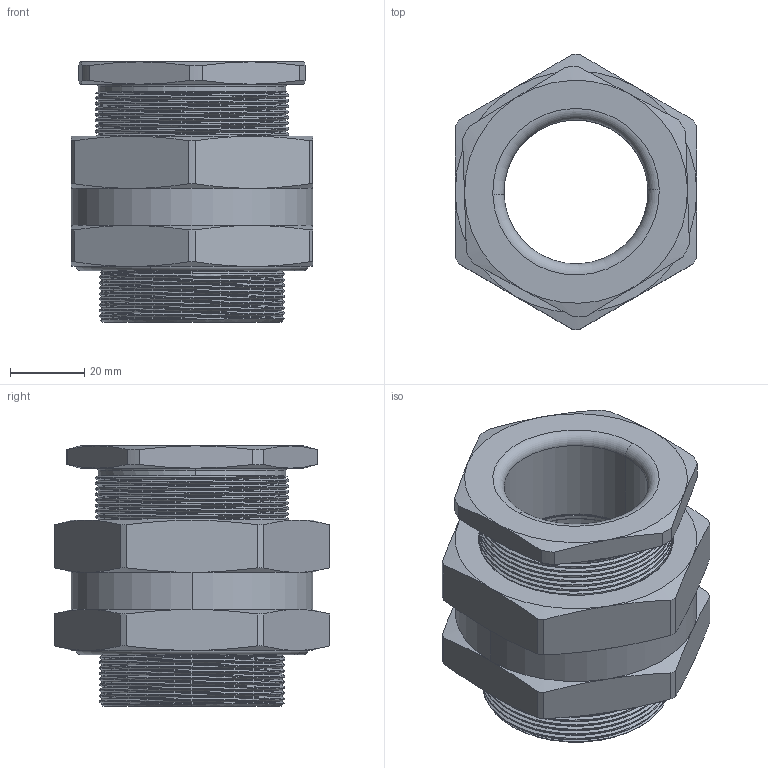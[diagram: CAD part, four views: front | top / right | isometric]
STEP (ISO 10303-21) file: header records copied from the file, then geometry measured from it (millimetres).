
FILE_DESCRIPTION (( 'STEP AP203' ), '1' );
FILE_NAME ('M50-G1-15mm D620.STEP', '2025-04-03T12:50:27', ( '' ), ( '' ), 'SwSTEP 2.0', 'SolidWorks 2022', '' );
FILE_SCHEMA (( 'CONFIG_CONTROL_DESIGN' ));
Length unit declared in the file: millimetre
Products named in the file (1): M50-G1-15mm D620
Bounding box: 65 x 74.05 x 70 mm (x, y, z)
Volume: 115338.6 mm3; surface area: 50630.5 mm2
Topology: 5 solids, 5 shells, 602 faces, 1608 edges, 1050 vertices
Faces by surface type: cylinder 182, plane 177, bspline 177, cone 56, torus 10
Entity records: 32142 total; most frequent: CARTESIAN_POINT 19151, ORIENTED_EDGE 3216, DIRECTION 1899, EDGE_CURVE 1608, VERTEX_POINT 1050, LINE 733, VECTOR 733, EDGE_LOOP 646
